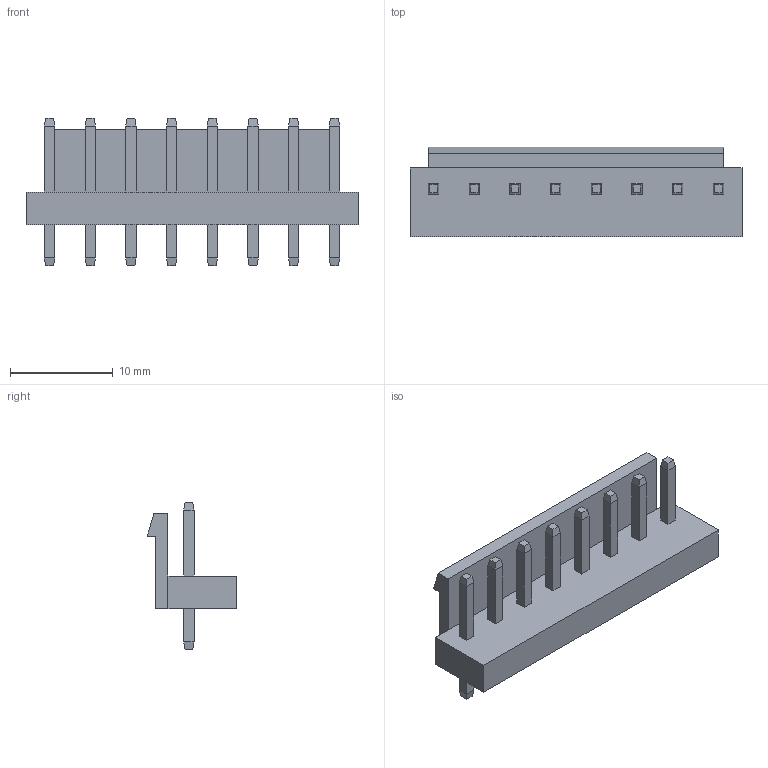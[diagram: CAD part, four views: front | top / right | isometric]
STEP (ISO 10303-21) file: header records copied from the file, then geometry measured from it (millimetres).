
FILE_DESCRIPTION(/* description */ ('Unknown'),/* implementation_level */ '2;1');
FILE_NAME(/* name */ 'JST - VH - Thru (V) - 8Pin - 3.96mm',/* time_stamp */ '2018-11-29T09:04:06-05:00',/* author */ ('Unknown'),/* organization */ ('Unknown'),/* preprocessor_version */ 'ST-DEVELOPER v16.7',/* originating_system */ 'DEX',/* authorisation */ $);
FILE_SCHEMA (('AUTOMOTIVE_DESIGN {1 0 10303 214 3 1 1}'));
Length unit declared in the file: millimetre
Products named in the file (1): JST - VH - Thru (V) - 8Pin - 3.96mm
Bounding box: 32.32 x 8.69 x 14.33 mm (x, y, z)
Volume: 1050.9 mm3; surface area: 1667.3 mm2
Topology: 1 solids, 21 shells, 371 faces, 849 edges, 544 vertices
Faces by surface type: plane 331, bspline 40
Entity records: 14091 total; most frequent: CARTESIAN_POINT 3783, ORIENTED_EDGE 1690, DIRECTION 1243, EDGE_CURVE 845, LINE 579, VECTOR 579, VERTEX_POINT 544, EDGE_LOOP 411
